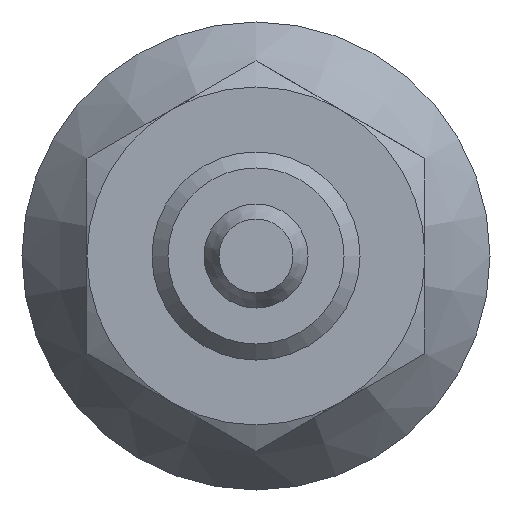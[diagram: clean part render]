
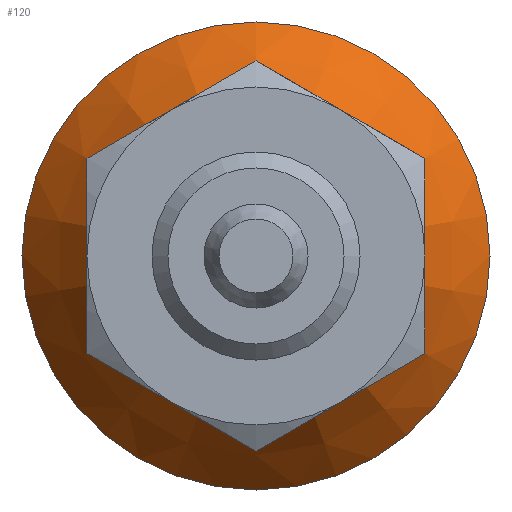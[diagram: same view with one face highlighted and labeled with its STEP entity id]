
A CAD part, front view. The second image highlights one B-rep face of the part: STEP entity #120.
In plain terms, the highlighted conical face has half-angle 36 degrees and reference radius 9 mm.
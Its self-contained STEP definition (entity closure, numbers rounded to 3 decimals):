
#120 = ADVANCED_FACE( '', ( #266, #267 ), #268, .T. );
#266 = FACE_BOUND( '', #434, .T. );
#267 = FACE_OUTER_BOUND( '', #435, .T. );
#268 = CONICAL_SURFACE( '', #436, 9., 0.628 );
#434 = EDGE_LOOP( '', ( #696 ) );
#435 = EDGE_LOOP( '', ( #697 ) );
#436 = AXIS2_PLACEMENT_3D( '', #698, #699, #700 );
#696 = ORIENTED_EDGE( '', *, *, #971, .F. );
#697 = ORIENTED_EDGE( '', *, *, #972, .T. );
#698 = CARTESIAN_POINT( '', ( 0., 12.106, 0. ) );
#699 = DIRECTION( '', ( 0., 1., 0. ) );
#700 = DIRECTION( '', ( 0., 0., 1. ) );
#971 = EDGE_CURVE( '', #1156, #1156, #1157, .T. );
#972 = EDGE_CURVE( '', #1158, #1158, #1159, .T. );
#1156 = VERTEX_POINT( '', #1510 );
#1157 = CIRCLE( '', #1511, 5. );
#1158 = VERTEX_POINT( '', #1512 );
#1159 = CIRCLE( '', #1513, 9. );
#1510 = CARTESIAN_POINT( '', ( 0., 6.6, -5. ) );
#1511 = AXIS2_PLACEMENT_3D( '', #1696, #1697, #1698 );
#1512 = CARTESIAN_POINT( '', ( 0., 12.106, -9. ) );
#1513 = AXIS2_PLACEMENT_3D( '', #1699, #1700, #1701 );
#1696 = CARTESIAN_POINT( '', ( 0., 6.6, 0. ) );
#1697 = DIRECTION( '', ( 0., -1., 0. ) );
#1698 = DIRECTION( '', ( 0., 0., -1. ) );
#1699 = CARTESIAN_POINT( '', ( 0., 12.106, 0. ) );
#1700 = DIRECTION( '', ( 0., -1., 0. ) );
#1701 = DIRECTION( '', ( 0., 0., -1. ) );
